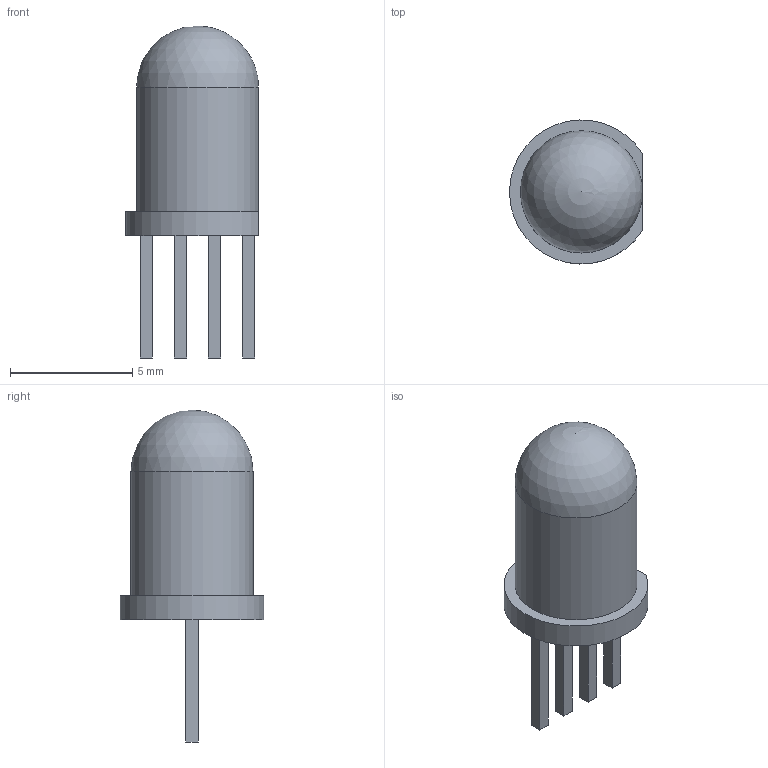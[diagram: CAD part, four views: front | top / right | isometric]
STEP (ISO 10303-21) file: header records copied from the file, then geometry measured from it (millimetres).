
FILE_DESCRIPTION(('STEP AP203'), '1');
FILE_NAME('LED5RGB', '', ('UNSPECIFIED'), ('UNSPECIFIED'), 'C3D Converter', 'C3D Toolkit', '');
FILE_SCHEMA(('CONFIG_CONTROL_DESIGN'));
Length unit declared in the file: millimetre
Bounding box: 5.45 x 5.9 x 13.6 mm (x, y, z)
Volume: 164.2 mm3; surface area: 210.9 mm2
Topology: 1 solids, 1 shells, 26 faces, 60 edges, 39 vertices
Faces by surface type: plane 23, cylinder 2, sphere 1
Full cylindrical faces by diameter (mm): 5 x1
Entity records: 900 total; most frequent: CARTESIAN_POINT 122, DIRECTION 115, ORIENTED_EDGE 114, EDGE_CURVE 57, LINE 53, VECTOR 53, VERTEX_POINT 38, AXIS2_PLACEMENT_3D 31
